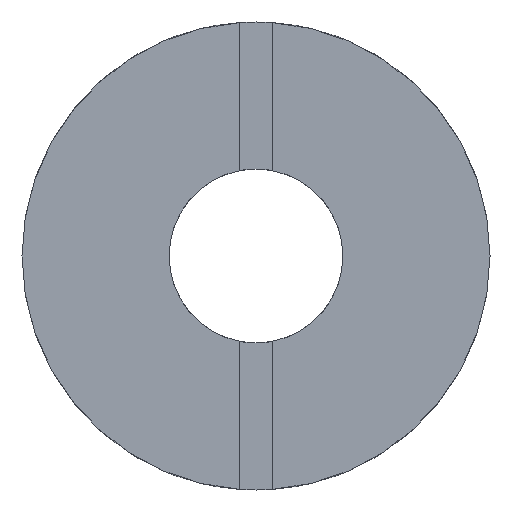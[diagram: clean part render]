
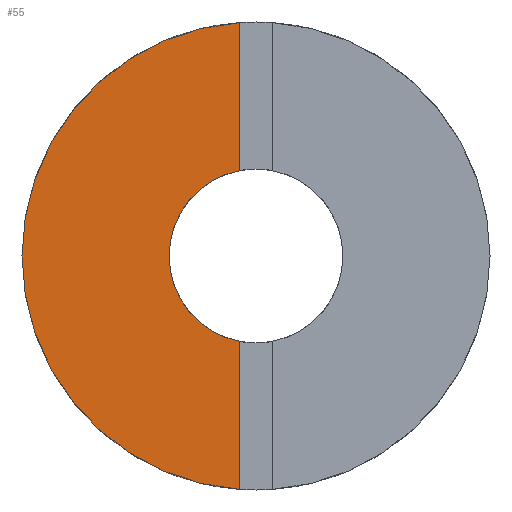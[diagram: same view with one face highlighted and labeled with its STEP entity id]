
A CAD part, front view. The second image highlights one B-rep face of the part: STEP entity #55.
In plain terms, the highlighted planar face has unit normal (0, -1, 0).
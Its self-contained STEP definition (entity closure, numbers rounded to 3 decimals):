
#55=ADVANCED_FACE('',(#119),#120,.F.);
#119=FACE_OUTER_BOUND('',#192,.T.);
#120=PLANE('',#193);
#192=EDGE_LOOP('',(#292,#293,#294,#295));
#193=AXIS2_PLACEMENT_3D('',#296,#297,#298);
#292=ORIENTED_EDGE('',*,*,#450,.F.);
#293=ORIENTED_EDGE('',*,*,#464,.F.);
#294=ORIENTED_EDGE('',*,*,#465,.T.);
#295=ORIENTED_EDGE('',*,*,#466,.F.);
#296=CARTESIAN_POINT('',(-2.6,0.,0.0));
#297=DIRECTION('',(0.0,1.0,0.0));
#298=DIRECTION('',(0.0,0.0,1.0));
#450=EDGE_CURVE('',#536,#538,#539,.T.);
#464=EDGE_CURVE('',#563,#536,#564,.T.);
#465=EDGE_CURVE('',#563,#565,#566,.T.);
#466=EDGE_CURVE('',#538,#565,#567,.T.);
#536=VERTEX_POINT('',#650);
#538=VERTEX_POINT('',#653);
#539=CIRCLE('',#654,2.6);
#563=VERTEX_POINT('',#684);
#564=LINE('',#685,#686);
#565=VERTEX_POINT('',#687);
#566=CIRCLE('',#688,7.0);
#567=LINE('',#689,#690);
#650=CARTESIAN_POINT('',(-0.5,0.0,2.551));
#653=CARTESIAN_POINT('',(-0.5,0.0,-2.551));
#654=AXIS2_PLACEMENT_3D('',#773,#774,#775);
#684=CARTESIAN_POINT('',(-0.5,0.0,6.982));
#685=CARTESIAN_POINT('',(-0.5,0.0,6.982));
#686=VECTOR('',#797,1000.0);
#687=CARTESIAN_POINT('',(-0.5,0.0,-6.982));
#688=AXIS2_PLACEMENT_3D('',#798,#799,#800);
#689=CARTESIAN_POINT('',(-0.5,0.0,-2.551));
#690=VECTOR('',#801,1000.0);
#773=CARTESIAN_POINT('',(0.0,0.0,0.0));
#774=DIRECTION('',(0.0,-1.0,-0.0));
#775=DIRECTION('',(0.0,0.0,-1.0));
#797=DIRECTION('',(0.,0.0,-1.0));
#798=CARTESIAN_POINT('',(0.0,0.0,0.0));
#799=DIRECTION('',(0.0,-1.0,-0.0));
#800=DIRECTION('',(0.0,0.0,-1.0));
#801=DIRECTION('',(0.,0.0,-1.0));
